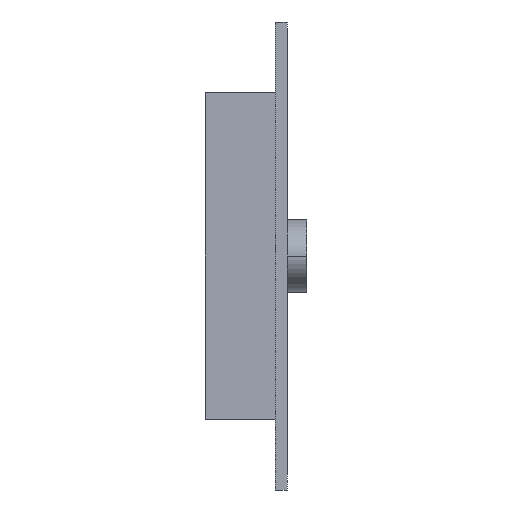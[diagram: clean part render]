
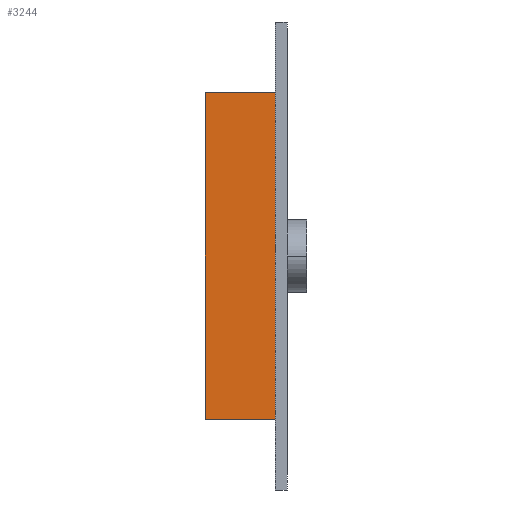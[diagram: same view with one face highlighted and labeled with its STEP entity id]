
A CAD part, left-side view. The second image highlights one B-rep face of the part: STEP entity #3244.
In plain terms, the highlighted planar face has unit normal (-1, 0, 0).
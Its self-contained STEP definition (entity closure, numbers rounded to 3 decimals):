
#92 = DIRECTION ( 'NONE',  ( 0., 0., 1. ) ) ;
#381 = EDGE_CURVE ( 'NONE', #3377, #2856, #921, .T. ) ;
#790 = ORIENTED_EDGE ( 'NONE', *, *, #2330, .F. ) ;
#921 = LINE ( 'NONE', #3039, #1588 ) ;
#1023 = CARTESIAN_POINT ( 'NONE',  ( -47.6, 10.5, -20.9 ) ) ;
#1072 = VECTOR ( 'NONE', #1604, 1000. ) ;
#1145 = VERTEX_POINT ( 'NONE', #2749 ) ;
#1196 = AXIS2_PLACEMENT_3D ( 'NONE', #1488, #2028, #1701 ) ;
#1383 = EDGE_CURVE ( 'NONE', #3377, #2048, #1808, .T. ) ;
#1395 = LINE ( 'NONE', #2446, #2399 ) ;
#1417 = CARTESIAN_POINT ( 'NONE',  ( -47.6, 10.5, 20.9 ) ) ;
#1421 = ORIENTED_EDGE ( 'NONE', *, *, #2026, .T. ) ;
#1443 = CARTESIAN_POINT ( 'NONE',  ( -47.6, 1.5, -20.9 ) ) ;
#1467 = EDGE_LOOP ( 'NONE', ( #1421, #790, #2016, #2832 ) ) ;
#1488 = CARTESIAN_POINT ( 'NONE',  ( -47.6, 10.5, -20.9 ) ) ;
#1588 = VECTOR ( 'NONE', #1696, 1000. ) ;
#1604 = DIRECTION ( 'NONE',  ( 0., -1., 0. ) ) ;
#1649 = LINE ( 'NONE', #3221, #1072 ) ;
#1696 = DIRECTION ( 'NONE',  ( 0., -1., 0. ) ) ;
#1701 = DIRECTION ( 'NONE',  ( 0., 0., -1. ) ) ;
#1808 = LINE ( 'NONE', #1023, #2211 ) ;
#2016 = ORIENTED_EDGE ( 'NONE', *, *, #1383, .F. ) ;
#2026 = EDGE_CURVE ( 'NONE', #2856, #1145, #1395, .T. ) ;
#2028 = DIRECTION ( 'NONE',  ( 1., 0., 0. ) ) ;
#2048 = VERTEX_POINT ( 'NONE', #1417 ) ;
#2196 = PLANE ( 'NONE',  #1196 ) ;
#2211 = VECTOR ( 'NONE', #2624, 1000. ) ;
#2330 = EDGE_CURVE ( 'NONE', #2048, #1145, #1649, .T. ) ;
#2399 = VECTOR ( 'NONE', #92, 1000. ) ;
#2446 = CARTESIAN_POINT ( 'NONE',  ( -47.6, 1.5, -20.9 ) ) ;
#2624 = DIRECTION ( 'NONE',  ( 0., 0., 1. ) ) ;
#2749 = CARTESIAN_POINT ( 'NONE',  ( -47.6, 1.5, 20.9 ) ) ;
#2832 = ORIENTED_EDGE ( 'NONE', *, *, #381, .T. ) ;
#2856 = VERTEX_POINT ( 'NONE', #1443 ) ;
#2876 = CARTESIAN_POINT ( 'NONE',  ( -47.6, 10.5, -20.9 ) ) ;
#3039 = CARTESIAN_POINT ( 'NONE',  ( -47.6, 10.5, -20.9 ) ) ;
#3200 = FACE_OUTER_BOUND ( 'NONE', #1467, .T. ) ;
#3221 = CARTESIAN_POINT ( 'NONE',  ( -47.6, 10.5, 20.9 ) ) ;
#3244 = ADVANCED_FACE ( 'NONE', ( #3200 ), #2196, .F. ) ;
#3377 = VERTEX_POINT ( 'NONE', #2876 ) ;
